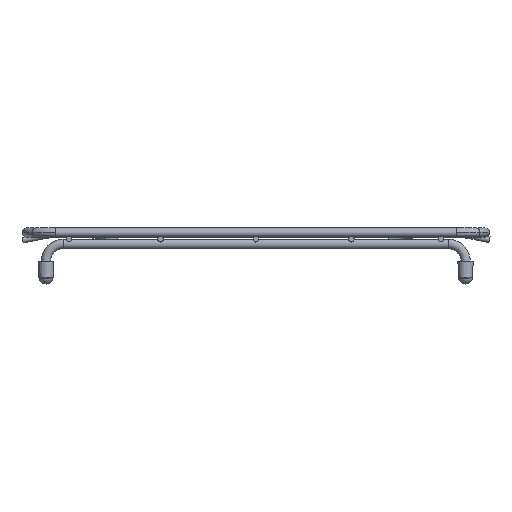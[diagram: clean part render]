
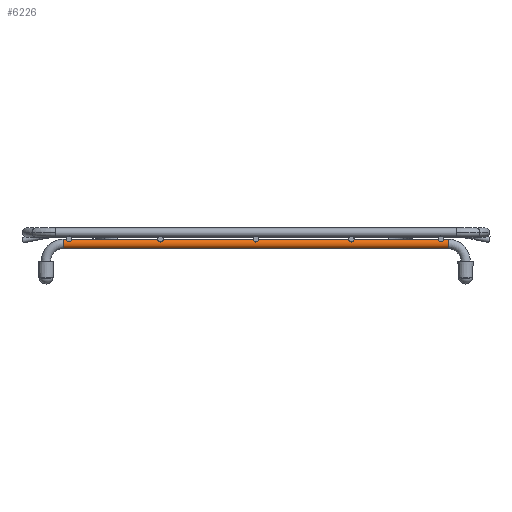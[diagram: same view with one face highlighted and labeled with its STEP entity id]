
A CAD part, left-side view. The second image highlights one B-rep face of the part: STEP entity #6226.
In plain terms, the highlighted cylindrical face has radius 2.5 mm (diameter 5 mm), a partial arc.
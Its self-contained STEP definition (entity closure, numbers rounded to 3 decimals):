
#6046=DIRECTION('',(0.,1.,0.));
#6047=VECTOR('',#6046,202.);
#6048=CARTESIAN_POINT('',(0.,-101.,2.5));
#6049=LINE('',#6048,#6047);
#6050=CARTESIAN_POINT('',(0.,-101.,0.));
#6051=DIRECTION('',(0.,1.,0.));
#6052=DIRECTION('',(0.,0.,-1.));
#6053=AXIS2_PLACEMENT_3D('',#6050,#6051,#6052);
#6055=DIRECTION('',(0.,1.,0.));
#6056=VECTOR('',#6055,202.);
#6057=CARTESIAN_POINT('',(0.,-101.,-2.5));
#6058=LINE('',#6057,#6056);
#6059=CARTESIAN_POINT('',(0.,101.,0.));
#6060=DIRECTION('',(0.,1.,0.));
#6061=DIRECTION('',(0.,0.,-1.));
#6062=AXIS2_PLACEMENT_3D('',#6059,#6060,#6061);
#6115=CARTESIAN_POINT('',(0.,-101.,2.5));
#6116=CARTESIAN_POINT('',(0.,-101.,-2.5));
#6117=VERTEX_POINT('',#6115);
#6118=VERTEX_POINT('',#6116);
#6119=CARTESIAN_POINT('',(0.,101.,2.5));
#6120=CARTESIAN_POINT('',(0.,101.,-2.5));
#6121=VERTEX_POINT('',#6119);
#6122=VERTEX_POINT('',#6120);
#6214=CARTESIAN_POINT('',(0.,-101.,0.));
#6215=DIRECTION('',(0.,1.,0.));
#6216=DIRECTION('',(0.,0.,1.));
#6217=AXIS2_PLACEMENT_3D('',#6214,#6215,#6216);
#6218=CYLINDRICAL_SURFACE('',#6217,2.5);
#6219=ORIENTED_EDGE('',*,*,#6179,.F.);
#6220=ORIENTED_EDGE('',*,*,#6209,.T.);
#6222=ORIENTED_EDGE('',*,*,#6221,.T.);
#6223=ORIENTED_EDGE('',*,*,#6205,.F.);
#6224=EDGE_LOOP('',(#6219,#6220,#6222,#6223));
#6225=FACE_OUTER_BOUND('',#6224,.F.);
#6226=ADVANCED_FACE('',(#6225),#6218,.T.);
#6054=CIRCLE('',#6053,2.5);
#6063=CIRCLE('',#6062,2.5);
#6179=EDGE_CURVE('',#6118,#6117,#6054,.T.);
#6205=EDGE_CURVE('',#6117,#6121,#6049,.T.);
#6209=EDGE_CURVE('',#6118,#6122,#6058,.T.);
#6221=EDGE_CURVE('',#6122,#6121,#6063,.T.);
